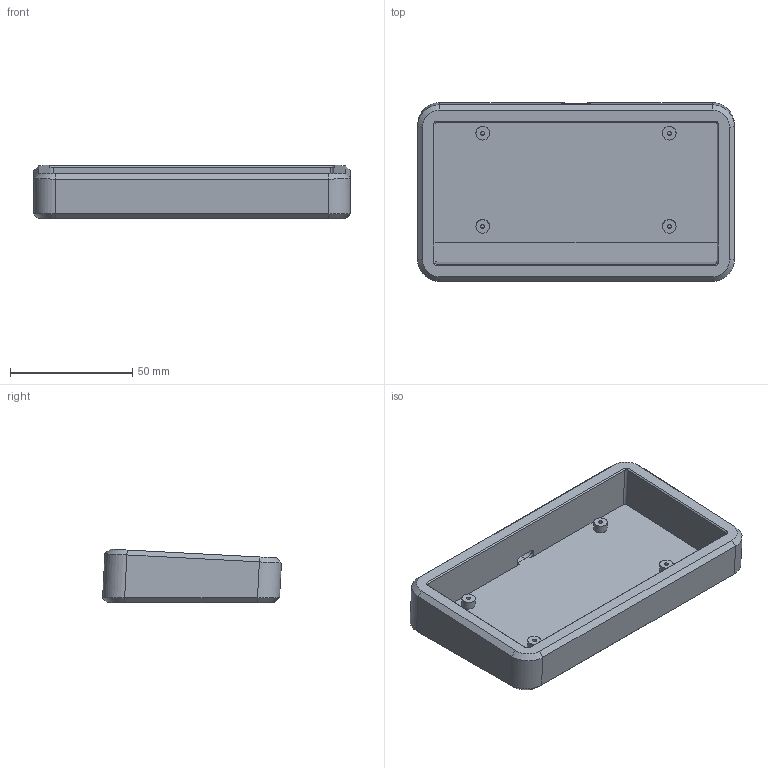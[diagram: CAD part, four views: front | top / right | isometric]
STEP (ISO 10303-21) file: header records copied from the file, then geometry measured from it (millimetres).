
FILE_DESCRIPTION(/* description */ (''),/* implementation_level */ '2;1');
FILE_NAME(/* name */ 'Suffer_V3_Tapped.step',/* time_stamp */ '2023-09-12T11:37:48-05:00',/* author */ (''),/* organization */ (''),/* preprocessor_version */ 'ST-DEVELOPER v20',/* originating_system */ 'Autodesk Translation Framework v12.9.0.99',/* authorisation */ '');
FILE_SCHEMA (('AUTOMOTIVE_DESIGN { 1 0 10303 214 3 1 1 }'));
Length unit declared in the file: millimetre
Products named in the file (1): Suffer_MFR2_v3
Bounding box: 129.3 x 73 x 21.92 mm (x, y, z)
Volume: 63941.1 mm3; surface area: 32000.5 mm2
Topology: 1 solids, 1 shells, 90 faces, 208 edges, 128 vertices
Faces by surface type: plane 44, cylinder 24, cone 12, bspline 10
Full cylindrical faces by diameter (mm): 1.6 x4, 5.5 x4
Entity records: 2743 total; most frequent: CARTESIAN_POINT 701, ORIENTED_EDGE 416, DIRECTION 402, EDGE_CURVE 208, AXIS2_PLACEMENT_3D 137, LINE 128, VECTOR 128, VERTEX_POINT 128
